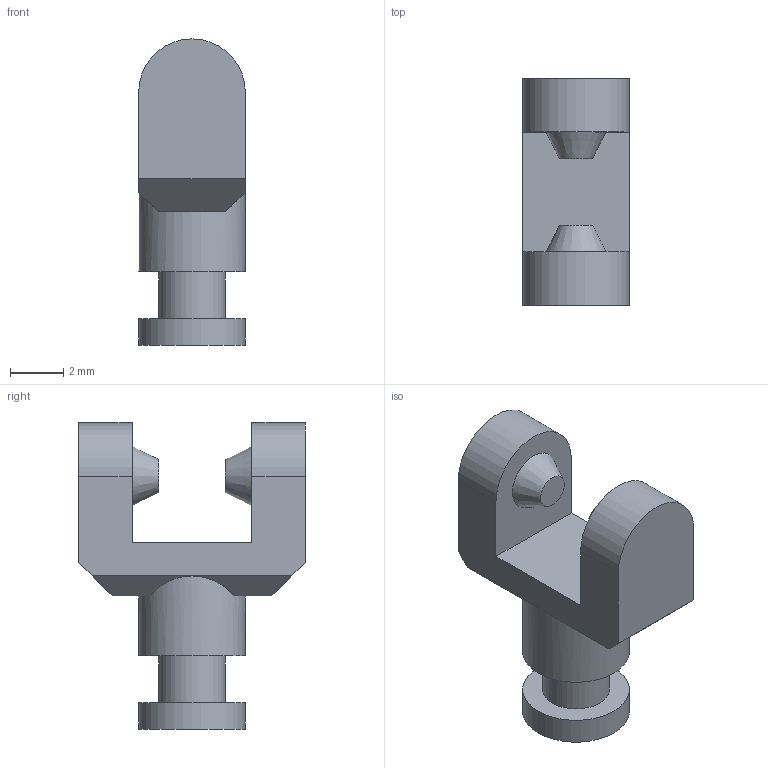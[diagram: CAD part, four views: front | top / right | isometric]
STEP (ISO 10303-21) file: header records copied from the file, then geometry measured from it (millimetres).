
FILE_DESCRIPTION(('FreeCAD Model'),'2;1');
FILE_NAME( 'pin.step', '2014-12-12T09:48:06',('FreeCAD'),('FreeCAD'), 'Open CASCADE STEP processor 6.5','FreeCAD','Unknown');
FILE_SCHEMA(('AUTOMOTIVE_DESIGN_CC2 { 1 2 10303 214 -1 1 5 4 }'));
Length unit declared in the file: millimetre
Products named in the file (1): pin-Fusion
Bounding box: 4 x 8.5 x 11.5 mm (x, y, z)
Volume: 178.6 mm3; surface area: 275.8 mm2
Topology: 1 solids, 1 shells, 27 faces, 63 edges, 42 vertices
Faces by surface type: plane 20, cylinder 5, cone 2
Full cylindrical faces by diameter (mm): 2.5 x1, 4 x2
Entity records: 1648 total; most frequent: CARTESIAN_POINT 331, DIRECTION 248, LINE 131, VECTOR 131, ORIENTED_EDGE 126, PCURVE 126, DEFINITIONAL_REPRESENTATION 126, EDGE_CURVE 63
